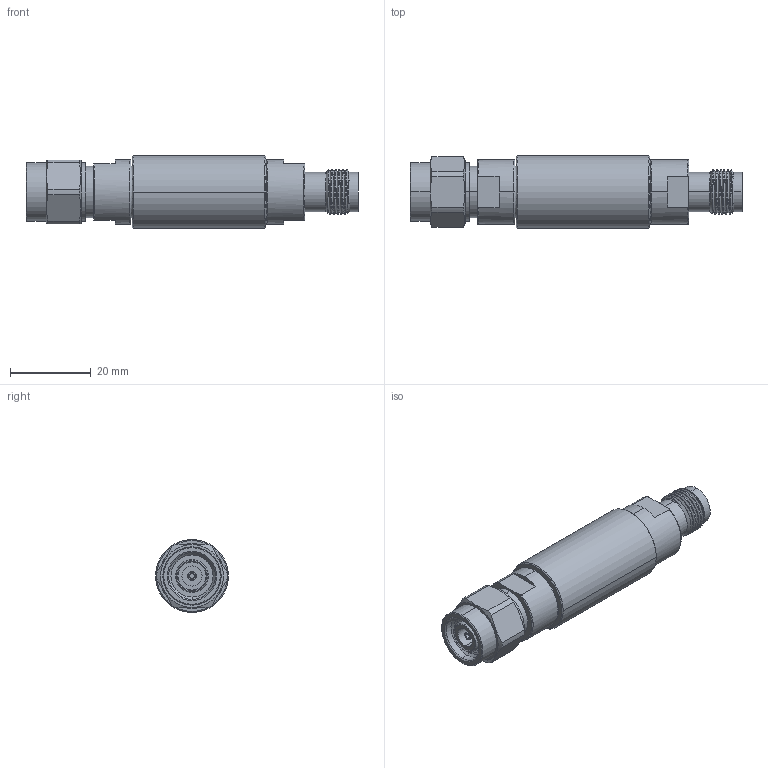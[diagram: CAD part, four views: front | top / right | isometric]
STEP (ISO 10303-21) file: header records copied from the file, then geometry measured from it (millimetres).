
FILE_DESCRIPTION (( 'STEP AP214' ), '1' );
FILE_NAME ('FMAT7605-3_3D.step', '2023-12-06T16:05:02', ( '' ), ( '' ), 'SwSTEP 2.0', 'SolidWorks 2022', '' );
FILE_SCHEMA (( 'AUTOMOTIVE_DESIGN' ));
Length unit declared in the file: inch
Products named in the file (7): PE7605-MA1; TNC_ MALE_ PE7605-MA1; FMAT7605-3_3D; TNC_FEMALE_PE7605; 1AB06-058-MA1_默认; 1AB06-058-MA2_默认; TNC_FEMALE_PE7605-MA1
Assembly tree (6 placements, depth 3):
  FMAT7605-3_3D
    PE7605-MA1
    TNC_FEMALE_PE7605
      TNC_FEMALE_PE7605-MA1
      1AB06-058-MA1_默认
      1AB06-058-MA2_默认
    TNC_ MALE_ PE7605-MA1
Bounding box: 82 x 18 x 18 mm (x, y, z)
Volume: 15142.5 mm3; surface area: 7948.8 mm2
Topology: 6 solids, 6 shells, 265 faces, 610 edges, 380 vertices
Faces by surface type: cylinder 107, cone 67, plane 63, torus 14, bspline 14
Entity records: 9776 total; most frequent: CARTESIAN_POINT 3638, DIRECTION 1242, ORIENTED_EDGE 1212, EDGE_CURVE 606, AXIS2_PLACEMENT_3D 522, VERTEX_POINT 380, EDGE_LOOP 300, FACE_OUTER_BOUND 265
